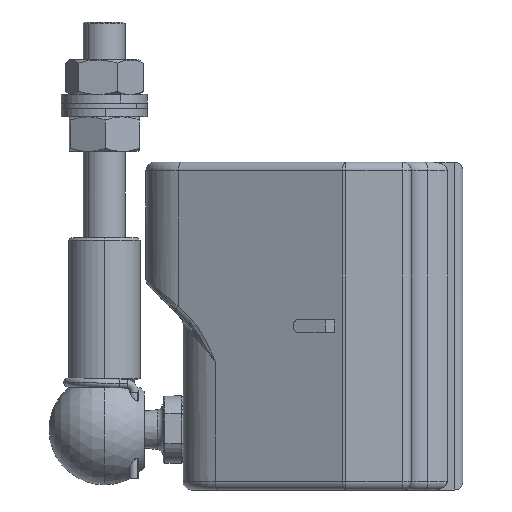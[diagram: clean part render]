
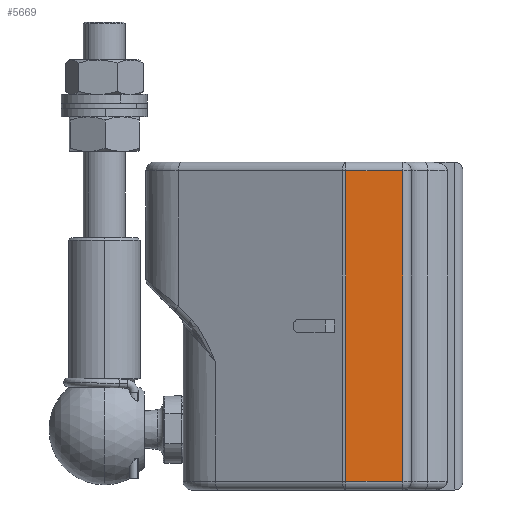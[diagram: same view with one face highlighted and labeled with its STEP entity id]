
A CAD part, left-side view. The second image highlights one B-rep face of the part: STEP entity #5669.
In plain terms, the highlighted planar face has unit normal (-1, 0, 0).
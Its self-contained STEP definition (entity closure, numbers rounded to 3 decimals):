
#674 = CARTESIAN_POINT ( 'NONE',  ( -16.4, -2.757, -37. ) ) ;
#744 = DIRECTION ( 'NONE',  ( 0., 0., -1. ) ) ;
#1086 = EDGE_CURVE ( 'NONE', #5600, #9895, #2316, .T. ) ;
#1648 = VECTOR ( 'NONE', #3544, 1000. ) ;
#2316 = LINE ( 'NONE', #3122, #4120 ) ;
#2379 = VERTEX_POINT ( 'NONE', #2711 ) ;
#2543 = CARTESIAN_POINT ( 'NONE',  ( -16.4, -2.757, -38. ) ) ;
#2711 = CARTESIAN_POINT ( 'NONE',  ( -16.4, -9.35, -37. ) ) ;
#3122 = CARTESIAN_POINT ( 'NONE',  ( -16.4, -10.35, -1. ) ) ;
#3210 = ORIENTED_EDGE ( 'NONE', *, *, #1086, .F. ) ;
#3267 = LINE ( 'NONE', #4339, #1648 ) ;
#3544 = DIRECTION ( 'NONE',  ( 0., 1., 0. ) ) ;
#3652 = ORIENTED_EDGE ( 'NONE', *, *, #9292, .F. ) ;
#4120 = VECTOR ( 'NONE', #8250, 1000. ) ;
#4228 = FACE_OUTER_BOUND ( 'NONE', #6076, .T. ) ;
#4339 = CARTESIAN_POINT ( 'NONE',  ( -16.4, -10.35, -37. ) ) ;
#4354 = CARTESIAN_POINT ( 'NONE',  ( -16.4, -9.35, -1. ) ) ;
#4481 = CARTESIAN_POINT ( 'NONE',  ( -16.4, -9.35, -38. ) ) ;
#5273 = ORIENTED_EDGE ( 'NONE', *, *, #7124, .F. ) ;
#5600 = VERTEX_POINT ( 'NONE', #9900 ) ;
#5669 = ADVANCED_FACE ( 'NONE', ( #4228 ), #6303, .F. ) ;
#5968 = VERTEX_POINT ( 'NONE', #674 ) ;
#6076 = EDGE_LOOP ( 'NONE', ( #3210, #3652, #6286, #5273 ) ) ;
#6286 = ORIENTED_EDGE ( 'NONE', *, *, #8914, .F. ) ;
#6303 = PLANE ( 'NONE',  #11029 ) ;
#6387 = DIRECTION ( 'NONE',  ( 0., 0., 1. ) ) ;
#7124 = EDGE_CURVE ( 'NONE', #9895, #2379, #7824, .T. ) ;
#7753 = DIRECTION ( 'NONE',  ( 0., 1., 0. ) ) ;
#7824 = LINE ( 'NONE', #4481, #10860 ) ;
#8250 = DIRECTION ( 'NONE',  ( 0., -1., 0. ) ) ;
#8819 = CARTESIAN_POINT ( 'NONE',  ( -16.4, -10.35, -38. ) ) ;
#8914 = EDGE_CURVE ( 'NONE', #2379, #5968, #3267, .T. ) ;
#8939 = DIRECTION ( 'NONE',  ( 1., 0., 0. ) ) ;
#9292 = EDGE_CURVE ( 'NONE', #5968, #5600, #10536, .T. ) ;
#9895 = VERTEX_POINT ( 'NONE', #4354 ) ;
#9900 = CARTESIAN_POINT ( 'NONE',  ( -16.4, -2.757, -1. ) ) ;
#10536 = LINE ( 'NONE', #2543, #10853 ) ;
#10853 = VECTOR ( 'NONE', #6387, 1000. ) ;
#10860 = VECTOR ( 'NONE', #744, 1000. ) ;
#11029 = AXIS2_PLACEMENT_3D ( 'NONE', #8819, #8939, #7753 ) ;
